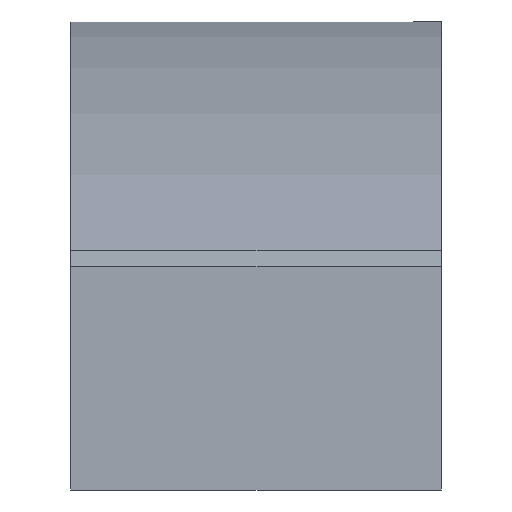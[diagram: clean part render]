
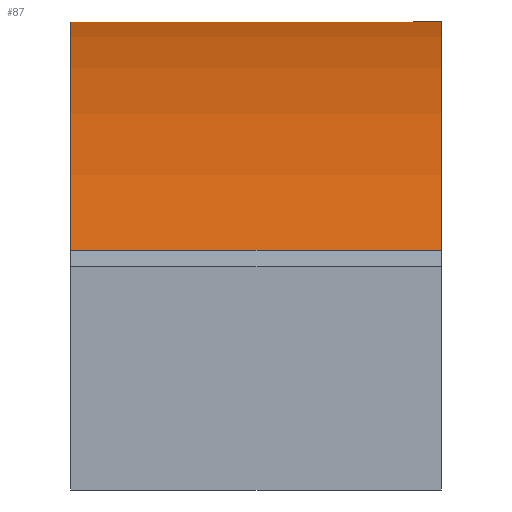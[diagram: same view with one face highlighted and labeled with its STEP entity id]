
A CAD part, front view. The second image highlights one B-rep face of the part: STEP entity #87.
In plain terms, the highlighted cylindrical face has radius 150.9 mm (diameter 301.8 mm), a partial arc.
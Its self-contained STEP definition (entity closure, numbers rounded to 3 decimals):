
#87=ADVANCED_FACE('',(#188),#189,.T.);
#188=FACE_OUTER_BOUND('',#300,.T.);
#189=CYLINDRICAL_SURFACE('',#301,150.9);
#300=EDGE_LOOP('',(#473,#474,#475,#476));
#301=AXIS2_PLACEMENT_3D('',#477,#478,#479);
#473=ORIENTED_EDGE('',*,*,#728,.T.);
#474=ORIENTED_EDGE('',*,*,#726,.T.);
#475=ORIENTED_EDGE('',*,*,#729,.T.);
#476=ORIENTED_EDGE('',*,*,#721,.T.);
#477=CARTESIAN_POINT('',(15.0,20.,-80.4));
#478=DIRECTION('',(-1.0,0.,0.0));
#479=DIRECTION('',(0.,-1.0,0.0));
#721=EDGE_CURVE('',#869,#867,#870,.T.);
#726=EDGE_CURVE('',#873,#875,#877,.T.);
#728=EDGE_CURVE('',#867,#873,#879,.T.);
#729=EDGE_CURVE('',#875,#869,#880,.T.);
#867=VERTEX_POINT('',#1072);
#869=VERTEX_POINT('',#1075);
#870=LINE('',#1076,#1077);
#873=VERTEX_POINT('',#1081);
#875=VERTEX_POINT('',#1084);
#877=LINE('',#1087,#1088);
#879=CIRCLE('',#1090,150.9);
#880=CIRCLE('',#1091,150.9);
#1072=CARTESIAN_POINT('',(15.0,-52.63,51.871));
#1075=CARTESIAN_POINT('',(-15.0,-52.63,51.871));
#1076=CARTESIAN_POINT('',(15.0,-52.63,51.871));
#1077=VECTOR('',#1317,1000.0);
#1081=CARTESIAN_POINT('',(15.0,26.943,70.34));
#1084=CARTESIAN_POINT('',(-15.0,26.943,70.34));
#1087=CARTESIAN_POINT('',(15.0,26.943,70.34));
#1088=VECTOR('',#1321,1000.0);
#1090=AXIS2_PLACEMENT_3D('',#1322,#1323,#1324);
#1091=AXIS2_PLACEMENT_3D('',#1325,#1326,#1327);
#1317=DIRECTION('',(1.0,0.,0.0));
#1321=DIRECTION('',(-1.0,0.,0.0));
#1322=CARTESIAN_POINT('',(15.0,20.,-80.4));
#1323=DIRECTION('',(-1.0,0.,0.0));
#1324=DIRECTION('',(0.,-1.0,0.0));
#1325=CARTESIAN_POINT('',(-15.0,20.,-80.4));
#1326=DIRECTION('',(1.0,0.,0.0));
#1327=DIRECTION('',(0.,-1.0,0.));
